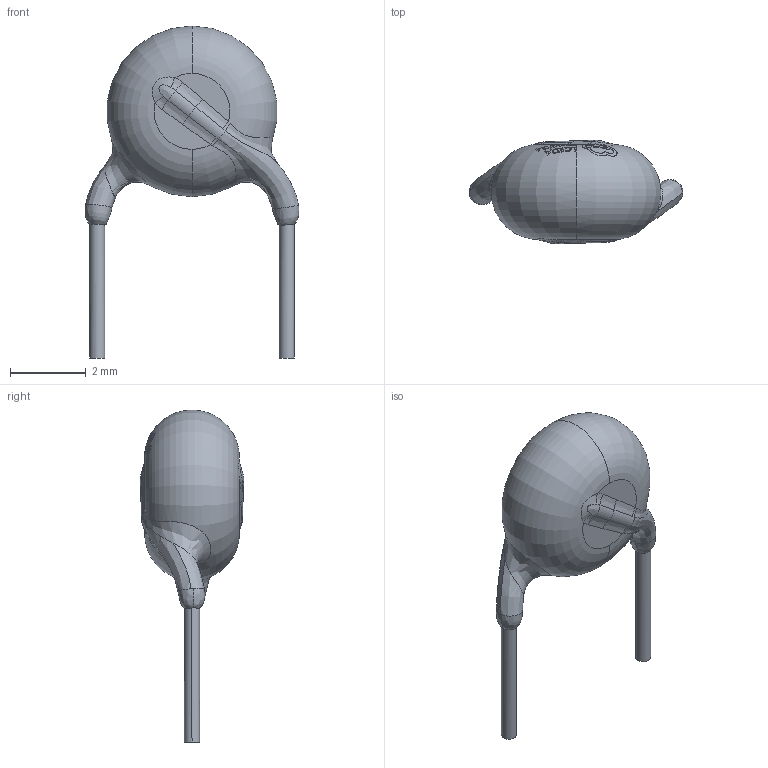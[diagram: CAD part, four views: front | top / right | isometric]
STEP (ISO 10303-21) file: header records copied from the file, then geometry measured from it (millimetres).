
FILE_DESCRIPTION (( 'STEP AP214' ), '1' );
FILE_NAME ('CAP-TH_BD4.5-W3.0-P5.0.step', '2022-07-01T07:20:31', ( '' ), ( '' ), 'SwSTEP 2.0', 'SolidWorks 2020', '' );
FILE_SCHEMA (( 'AUTOMOTIVE_DESIGN' ));
Length unit declared in the file: millimetre
Products named in the file (1): CAP-TH_BD4.5-W3.0-P5.0
Bounding box: 5.64 x 2.73 x 8.75 mm (x, y, z)
Volume: 34.4 mm3; surface area: 67.5 mm2
Topology: 1 solids, 1 shells, 270 faces, 733 edges, 484 vertices
Faces by surface type: bspline 128, plane 113, torus 21, cylinder 8
Entity records: 14234 total; most frequent: CARTESIAN_POINT 8173, ORIENTED_EDGE 1466, EDGE_CURVE 733, DIRECTION 575, VERTEX_POINT 484, B_SPLINE_CURVE_WITH_KNOTS 464, EDGE_LOOP 289, FACE_OUTER_BOUND 270
